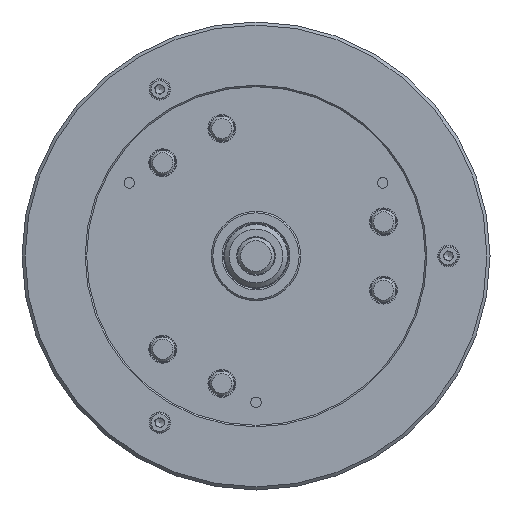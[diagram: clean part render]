
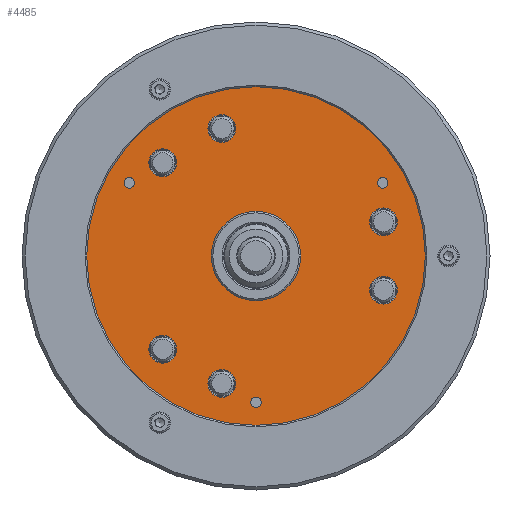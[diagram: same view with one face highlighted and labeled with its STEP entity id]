
A CAD part, left-side view. The second image highlights one B-rep face of the part: STEP entity #4485.
In plain terms, the highlighted planar face has unit normal (-1, 0, 0).
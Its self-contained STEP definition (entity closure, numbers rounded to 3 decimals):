
#88 = EDGE_LOOP ( 'NONE', ( #3437 ) ) ;
#145 = CARTESIAN_POINT ( 'NONE',  ( 5., -82.272, 50.9 ) ) ;
#412 = DIRECTION ( 'NONE',  ( 1., 0., 0. ) ) ;
#624 = DIRECTION ( 'NONE',  ( 0., 0., 1. ) ) ;
#688 = EDGE_LOOP ( 'NONE', ( #4863 ) ) ;
#866 = DIRECTION ( 'NONE',  ( -1., 0., 0. ) ) ;
#977 = FACE_BOUND ( 'NONE', #6944, .T. ) ;
#986 = CIRCLE ( 'NONE', #8269, 9. ) ;
#1090 = EDGE_LOOP ( 'NONE', ( #6738 ) ) ;
#1157 = FACE_BOUND ( 'NONE', #6380, .T. ) ;
#1363 = EDGE_LOOP ( 'NONE', ( #3769 ) ) ;
#1450 = DIRECTION ( 'NONE',  ( 0., 0., 1. ) ) ;
#1483 = DIRECTION ( 'NONE',  ( -1., 0., 0. ) ) ;
#1726 = DIRECTION ( 'NONE',  ( -1., 0., 0. ) ) ;
#1929 = EDGE_CURVE ( 'NONE', #12074, #12074, #12530, .T. ) ;
#1937 = EDGE_CURVE ( 'NONE', #2117, #2117, #4568, .T. ) ;
#1948 = FACE_BOUND ( 'NONE', #9655, .T. ) ;
#1967 = CARTESIAN_POINT ( 'NONE',  ( 5., -82.272, 47.5 ) ) ;
#2022 = DIRECTION ( 'NONE',  ( 0., 0., 1. ) ) ;
#2029 = VERTEX_POINT ( 'NONE', #6005 ) ;
#2117 = VERTEX_POINT ( 'NONE', #6082 ) ;
#2227 = CARTESIAN_POINT ( 'NONE',  ( 5., 60.599, -60.599 ) ) ;
#2407 = EDGE_CURVE ( 'NONE', #4191, #4191, #10217, .T. ) ;
#2455 = CIRCLE ( 'NONE', #8072, 3.4 ) ;
#2660 = ORIENTED_EDGE ( 'NONE', *, *, #5883, .F. ) ;
#2818 = CIRCLE ( 'NONE', #10126, 3.4 ) ;
#2890 = CARTESIAN_POINT ( 'NONE',  ( 5., 0., 0. ) ) ;
#2906 = CARTESIAN_POINT ( 'NONE',  ( 5., 0., -95. ) ) ;
#2937 = VERTEX_POINT ( 'NONE', #6921 ) ;
#2985 = PLANE ( 'NONE',  #12726 ) ;
#3089 = CARTESIAN_POINT ( 'NONE',  ( 5., -82.78, -13.181 ) ) ;
#3330 = EDGE_LOOP ( 'NONE', ( #5085 ) ) ;
#3437 = ORIENTED_EDGE ( 'NONE', *, *, #2407, .F. ) ;
#3545 = DIRECTION ( 'NONE',  ( -1., 0., 0. ) ) ;
#3769 = ORIENTED_EDGE ( 'NONE', *, *, #10947, .F. ) ;
#3833 = VERTEX_POINT ( 'NONE', #7830 ) ;
#3850 = VERTEX_POINT ( 'NONE', #7848 ) ;
#3964 = FACE_BOUND ( 'NONE', #8051, .T. ) ;
#4055 = CIRCLE ( 'NONE', #11397, 9. ) ;
#4069 = CIRCLE ( 'NONE', #11404, 9. ) ;
#4191 = VERTEX_POINT ( 'NONE', #8173 ) ;
#4288 = EDGE_CURVE ( 'NONE', #7535, #7535, #10822, .T. ) ;
#4395 = CARTESIAN_POINT ( 'NONE',  ( 5., 0., 0. ) ) ;
#4485 = ADVANCED_FACE ( 'NONE', ( #10914, #1948, #5916, #9924, #977, #4956, #8951, #1157, #3964, #7950, #11963 ), #2985, .T. ) ;
#4568 = CIRCLE ( 'NONE', #11891, 9. ) ;
#4578 = AXIS2_PLACEMENT_3D ( 'NONE', #9703, #1726, #5620 ) ;
#4863 = ORIENTED_EDGE ( 'NONE', *, *, #1937, .F. ) ;
#4956 = FACE_BOUND ( 'NONE', #688, .T. ) ;
#5076 = DIRECTION ( 'NONE',  ( 0., 0., 1. ) ) ;
#5085 = ORIENTED_EDGE ( 'NONE', *, *, #10735, .T. ) ;
#5424 = DIRECTION ( 'NONE',  ( -1., 0., 0. ) ) ;
#5460 = CARTESIAN_POINT ( 'NONE',  ( 5., -82.78, 22.181 ) ) ;
#5620 = DIRECTION ( 'NONE',  ( 0., 0., 1. ) ) ;
#5771 = ORIENTED_EDGE ( 'NONE', *, *, #12014, .F. ) ;
#5883 = EDGE_CURVE ( 'NONE', #3850, #3850, #2455, .T. ) ;
#5916 = FACE_BOUND ( 'NONE', #1363, .T. ) ;
#5933 = DIRECTION ( 'NONE',  ( -1., 0., 0. ) ) ;
#6005 = CARTESIAN_POINT ( 'NONE',  ( 5., 60.599, -51.599 ) ) ;
#6082 = CARTESIAN_POINT ( 'NONE',  ( 5., -82.78, 31.181 ) ) ;
#6209 = DIRECTION ( 'NONE',  ( -1., 0., 0. ) ) ;
#6345 = ORIENTED_EDGE ( 'NONE', *, *, #4288, .F. ) ;
#6350 = EDGE_CURVE ( 'NONE', #7191, #7191, #7024, .T. ) ;
#6380 = EDGE_LOOP ( 'NONE', ( #10063 ) ) ;
#6589 = CIRCLE ( 'NONE', #8231, 29. ) ;
#6738 = ORIENTED_EDGE ( 'NONE', *, *, #7903, .F. ) ;
#6856 = AXIS2_PLACEMENT_3D ( 'NONE', #8585, #3545, #624 ) ;
#6872 = DIRECTION ( 'NONE',  ( 1., 0., 0. ) ) ;
#6888 = DIRECTION ( 'NONE',  ( -1., 0., 0. ) ) ;
#6921 = CARTESIAN_POINT ( 'NONE',  ( 5., 0., -29. ) ) ;
#6944 = EDGE_LOOP ( 'NONE', ( #9897 ) ) ;
#6976 = CARTESIAN_POINT ( 'NONE',  ( 5., 110., 0. ) ) ;
#7024 = CIRCLE ( 'NONE', #12690, 3.4 ) ;
#7191 = VERTEX_POINT ( 'NONE', #145 ) ;
#7251 = VERTEX_POINT ( 'NONE', #11257 ) ;
#7535 = VERTEX_POINT ( 'NONE', #11542 ) ;
#7823 = CARTESIAN_POINT ( 'NONE',  ( 5., 22.181, 82.78 ) ) ;
#7830 = CARTESIAN_POINT ( 'NONE',  ( 5., 22.181, 91.78 ) ) ;
#7848 = CARTESIAN_POINT ( 'NONE',  ( 5., 82.272, 50.9 ) ) ;
#7903 = EDGE_CURVE ( 'NONE', #8423, #8423, #2818, .T. ) ;
#7950 = FACE_BOUND ( 'NONE', #3330, .T. ) ;
#8051 = EDGE_LOOP ( 'NONE', ( #5771 ) ) ;
#8072 = AXIS2_PLACEMENT_3D ( 'NONE', #9417, #5424, #1450 ) ;
#8080 = EDGE_LOOP ( 'NONE', ( #6345 ) ) ;
#8173 = CARTESIAN_POINT ( 'NONE',  ( 5., 22.181, -73.78 ) ) ;
#8231 = AXIS2_PLACEMENT_3D ( 'NONE', #2890, #6872, #10871 ) ;
#8269 = AXIS2_PLACEMENT_3D ( 'NONE', #10813, #866, #8832 ) ;
#8423 = VERTEX_POINT ( 'NONE', #12440 ) ;
#8512 = AXIS2_PLACEMENT_3D ( 'NONE', #4395, #412, #9376 ) ;
#8585 = CARTESIAN_POINT ( 'NONE',  ( 5., -82.78, -22.181 ) ) ;
#8713 = EDGE_LOOP ( 'NONE', ( #2660 ) ) ;
#8832 = DIRECTION ( 'NONE',  ( 0., 0., 1. ) ) ;
#8940 = ORIENTED_EDGE ( 'NONE', *, *, #6350, .F. ) ;
#8951 = FACE_BOUND ( 'NONE', #8713, .T. ) ;
#9065 = DIRECTION ( 'NONE',  ( -1., 0., 0. ) ) ;
#9376 = DIRECTION ( 'NONE',  ( 0., 0., -1. ) ) ;
#9417 = CARTESIAN_POINT ( 'NONE',  ( 5., 82.272, 47.5 ) ) ;
#9655 = EDGE_LOOP ( 'NONE', ( #8940 ) ) ;
#9703 = CARTESIAN_POINT ( 'NONE',  ( 5., 22.181, -82.78 ) ) ;
#9897 = ORIENTED_EDGE ( 'NONE', *, *, #1929, .F. ) ;
#9924 = FACE_BOUND ( 'NONE', #88, .T. ) ;
#9944 = DIRECTION ( 'NONE',  ( 0., 0., 1. ) ) ;
#10063 = ORIENTED_EDGE ( 'NONE', *, *, #10465, .F. ) ;
#10126 = AXIS2_PLACEMENT_3D ( 'NONE', #2906, #6888, #10891 ) ;
#10211 = DIRECTION ( 'NONE',  ( 0., 0., 1. ) ) ;
#10217 = CIRCLE ( 'NONE', #4578, 9. ) ;
#10446 = DIRECTION ( 'NONE',  ( 0., 0., 1. ) ) ;
#10465 = EDGE_CURVE ( 'NONE', #3833, #3833, #4055, .T. ) ;
#10735 = EDGE_CURVE ( 'NONE', #2937, #2937, #6589, .T. ) ;
#10813 = CARTESIAN_POINT ( 'NONE',  ( 5., 60.599, 60.599 ) ) ;
#10822 = CIRCLE ( 'NONE', #8512, 110. ) ;
#10871 = DIRECTION ( 'NONE',  ( 0., 0., -1. ) ) ;
#10891 = DIRECTION ( 'NONE',  ( 0., 0., 1. ) ) ;
#10914 = FACE_BOUND ( 'NONE', #1090, .T. ) ;
#10947 = EDGE_CURVE ( 'NONE', #2029, #2029, #4069, .T. ) ;
#10980 = DIRECTION ( 'NONE',  ( -1., 0., 0. ) ) ;
#11257 = CARTESIAN_POINT ( 'NONE',  ( 5., 60.599, 69.599 ) ) ;
#11397 = AXIS2_PLACEMENT_3D ( 'NONE', #7823, #9065, #5076 ) ;
#11404 = AXIS2_PLACEMENT_3D ( 'NONE', #2227, #6209, #10211 ) ;
#11542 = CARTESIAN_POINT ( 'NONE',  ( 5., 0., -110. ) ) ;
#11891 = AXIS2_PLACEMENT_3D ( 'NONE', #5460, #1483, #10446 ) ;
#11963 = FACE_OUTER_BOUND ( 'NONE', #8080, .T. ) ;
#12014 = EDGE_CURVE ( 'NONE', #7251, #7251, #986, .T. ) ;
#12074 = VERTEX_POINT ( 'NONE', #3089 ) ;
#12440 = CARTESIAN_POINT ( 'NONE',  ( 5., 0., -91.6 ) ) ;
#12530 = CIRCLE ( 'NONE', #6856, 9. ) ;
#12690 = AXIS2_PLACEMENT_3D ( 'NONE', #1967, #5933, #9944 ) ;
#12726 = AXIS2_PLACEMENT_3D ( 'NONE', #6976, #10980, #2022 ) ;
